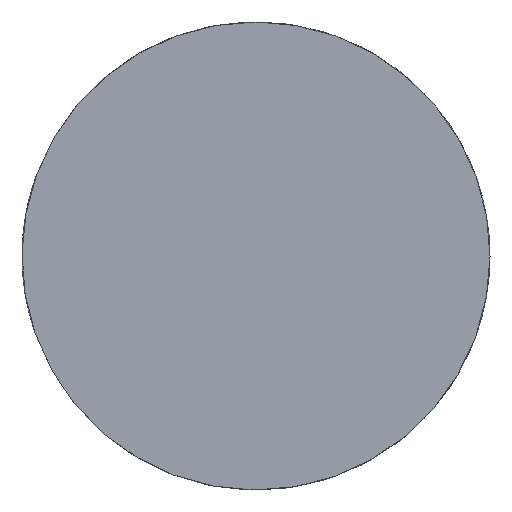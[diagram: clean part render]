
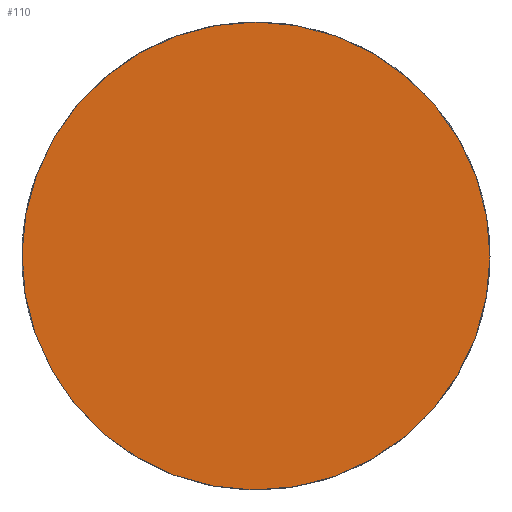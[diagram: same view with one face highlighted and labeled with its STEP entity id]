
A CAD part, left-side view. The second image highlights one B-rep face of the part: STEP entity #110.
In plain terms, the highlighted planar face has unit normal (-1, 0, 0).
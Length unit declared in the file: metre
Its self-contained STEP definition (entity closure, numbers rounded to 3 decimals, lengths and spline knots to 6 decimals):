
#15=PLANE('',#133);
#18=CIRCLE('',#131,0.039645);
#42=ORIENTED_EDGE('',*,*,#58,.T.);
#58=EDGE_CURVE('',#68,#68,#18,.T.);
#68=VERTEX_POINT('',#203);
#93=EDGE_LOOP('',(#42));
#101=FACE_BOUND('',#93,.T.);
#110=ADVANCED_FACE('',(#101),#15,.T.);
#131=AXIS2_PLACEMENT_3D('',#202,#158,#159);
#133=AXIS2_PLACEMENT_3D('',#205,#162,#163);
#158=DIRECTION('',(-1.,0.,0.));
#159=DIRECTION('',(0.,0.,1.));
#162=DIRECTION('',(-1.,0.,0.));
#163=DIRECTION('',(0.,-1.,0.));
#202=CARTESIAN_POINT('',(-0.08763,-0.039645,0.));
#203=CARTESIAN_POINT('',(-0.08763,-0.039645,0.039645));
#205=CARTESIAN_POINT('',(-0.08763,-0.039645,0.));
